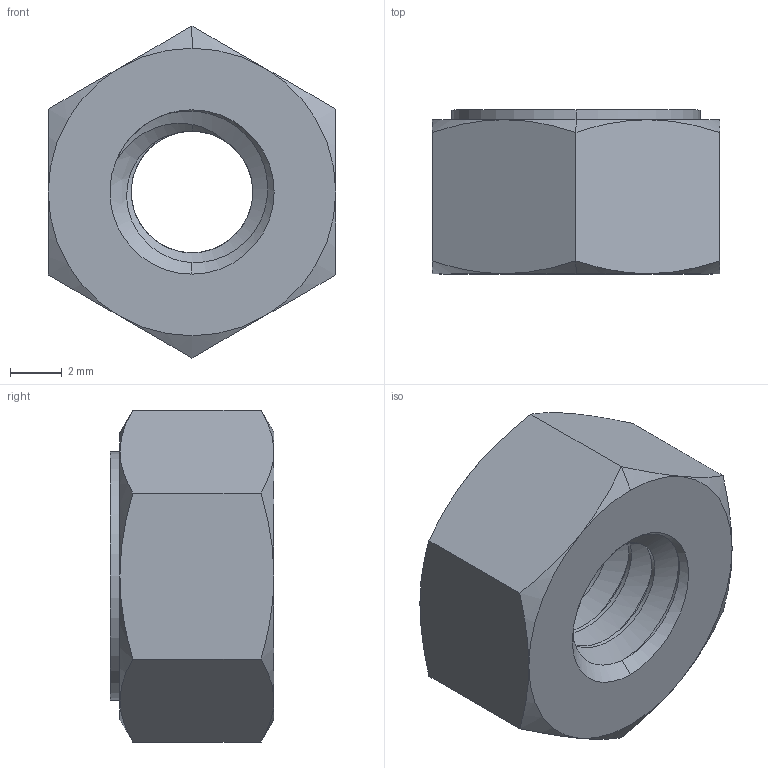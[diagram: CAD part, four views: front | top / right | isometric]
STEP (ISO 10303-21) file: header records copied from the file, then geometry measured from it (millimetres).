
FILE_DESCRIPTION (( 'STEP AP203' ), '1' );
FILE_NAME ('99223A029.step', '2015-03-12T20:33:45', ( '' ), ( '' ), 'SwSTEP 2.0', 'SolidWorks 2010', '' );
FILE_SCHEMA (( 'CONFIG_CONTROL_DESIGN' ));
Length unit declared in the file: inch
Products named in the file (1): 99223A029
Bounding box: 11.11 x 6.33 x 12.83 mm (x, y, z)
Volume: 500.4 mm3; surface area: 567.4 mm2
Topology: 1 solids, 1 shells, 47 faces, 113 edges, 69 vertices
Faces by surface type: cone 21, cylinder 14, plane 9, bspline 3
Entity records: 2393 total; most frequent: CARTESIAN_POINT 1354, ORIENTED_EDGE 226, DIRECTION 169, EDGE_CURVE 113, AXIS2_PLACEMENT_3D 71, VERTEX_POINT 69, EDGE_LOOP 50, ADVANCED_FACE 47
